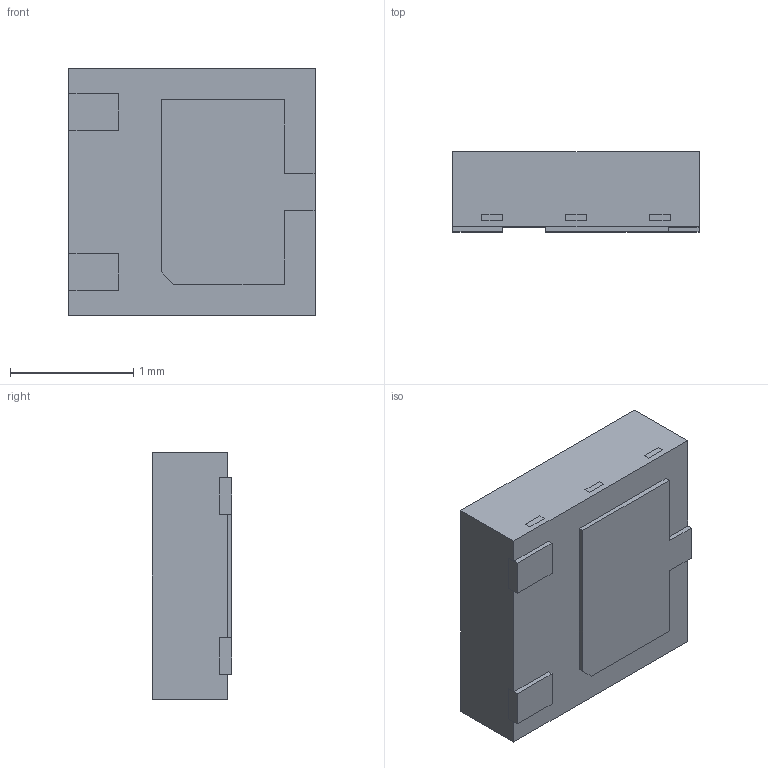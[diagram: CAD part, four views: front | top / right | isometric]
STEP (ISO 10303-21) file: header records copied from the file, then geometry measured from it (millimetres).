
FILE_DESCRIPTION (( 'STEP AP214' ), '1' );
FILE_NAME ('SOT1061.STEP', '2020-09-27T21:13:18', ( '' ), ( '' ), 'SwSTEP 2.0', 'SolidWorks 2017', '' );
FILE_SCHEMA (( 'AUTOMOTIVE_DESIGN' ));
Length unit declared in the file: millimetre
Products named in the file (1): SOT1061
Bounding box: 2 x 0.65 x 2 mm (x, y, z)
Volume: 2.5 mm3; surface area: 21.6 mm2
Topology: 7 solids, 7 shells, 80 faces, 222 edges, 148 vertices
Faces by surface type: plane 80
Entity records: 2622 total; most frequent: CARTESIAN_POINT 451, ORIENTED_EDGE 444, DIRECTION 384, EDGE_CURVE 222, VECTOR 222, LINE 222, VERTEX_POINT 148, EDGE_LOOP 86
